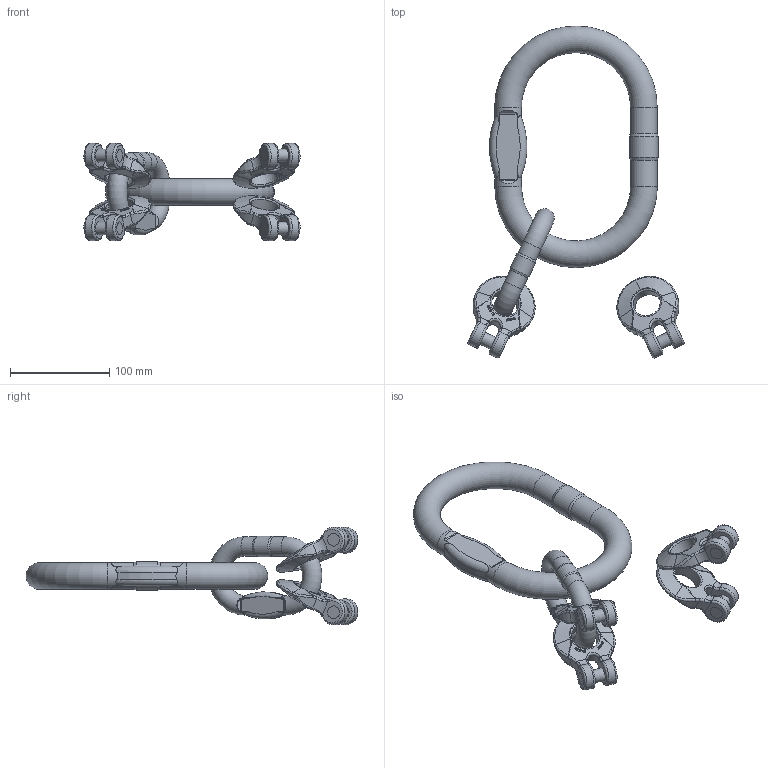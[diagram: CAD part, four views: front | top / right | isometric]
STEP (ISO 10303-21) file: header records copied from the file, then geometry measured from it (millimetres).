
FILE_DESCRIPTION(/* description */ (''),/* implementation_level */ '2;1');
FILE_NAME(/* name */ 'pewag_KMGW_4-10',/* time_stamp */ '2010-03-02T10:41:54+01:00',/* author */ (''),/* organization */ (''),/* preprocessor_version */ 'ST-DEVELOPER v9',/* originating_system */ 'UGS - NX 4.0',/* authorisation */ '');
FILE_SCHEMA (('AUTOMOTIVE_DESIGN { 1 0 10303 214 1 1 1 1 }'));
Length unit declared in the file: millimetre
Products named in the file (1): rit707Bn4xx
Bounding box: 218.15 x 335 x 98.2 mm (x, y, z)
Volume: 583021.2 mm3; surface area: 120045.1 mm2
Topology: 10 solids, 10 shells, 1122 faces, 2880 edges, 1836 vertices
Faces by surface type: plane 388, extrusion 348, bspline 182, torus 112, cylinder 88, cone 4
Full cylindrical faces by diameter (mm): 13 x12, 19.5 x2, 20.962 x1, 27 x4, 28 x4, 29.025 x1
Entity records: 42180 total; most frequent: CARTESIAN_POINT 18125, ORIENTED_EDGE 5660, DIRECTION 3454, EDGE_CURVE 2830, VERTEX_POINT 1828, B_SPLINE_CURVE_WITH_KNOTS 1718, VECTOR 1348, EDGE_LOOP 1250
